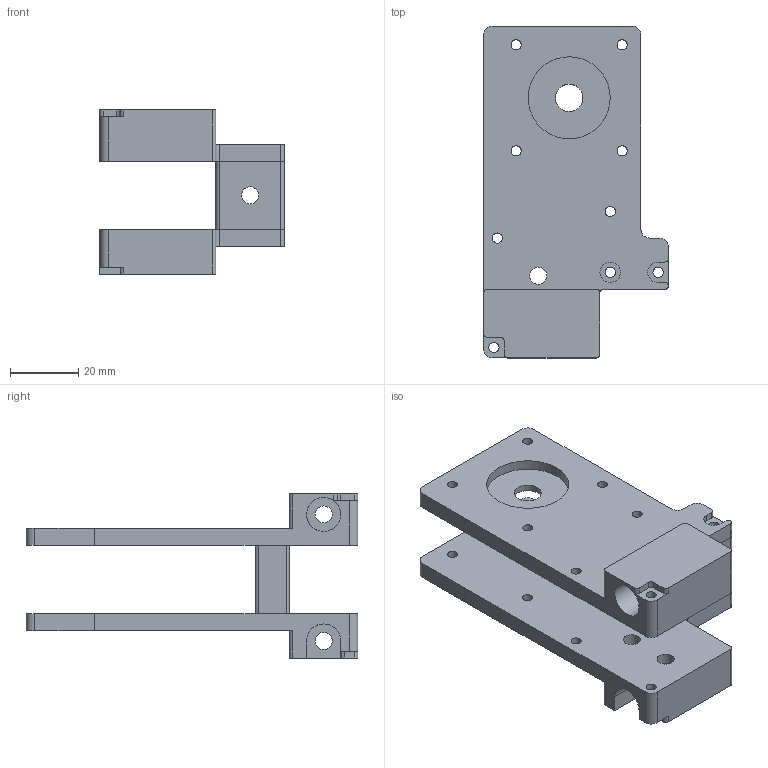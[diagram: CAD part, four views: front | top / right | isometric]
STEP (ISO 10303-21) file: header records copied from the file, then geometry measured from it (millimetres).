
FILE_DESCRIPTION(/* description */ (''),/* implementation_level */ '2;1');
FILE_NAME(/* name */ 'XY Motor Mount V2 v19.step',/* time_stamp */ '2024-09-04T17:11:56+02:00',/* author */ (''),/* organization */ (''),/* preprocessor_version */ 'ST-DEVELOPER v20',/* originating_system */ 'Autodesk Translation Framework v13.14.0.145',/* authorisation */ '');
FILE_SCHEMA (('AUTOMOTIVE_DESIGN { 1 0 10303 214 3 1 1 }'));
Length unit declared in the file: millimetre
Products named in the file (1): XY Motor Mount V2
Bounding box: 54 x 97 x 48 mm (x, y, z)
Volume: 51566.5 mm3; surface area: 26659.1 mm2
Topology: 3 solids, 3 shells, 121 faces, 332 edges, 220 vertices
Faces by surface type: cylinder 69, plane 52
Full cylindrical faces by diameter (mm): 3 x20, 5 x7, 6 x2, 8 x2, 10 x1, 24 x1
Entity records: 4102 total; most frequent: CARTESIAN_POINT 743, DIRECTION 709, ORIENTED_EDGE 664, EDGE_CURVE 332, AXIS2_PLACEMENT_3D 259, VERTEX_POINT 220, LINE 191, VECTOR 191
